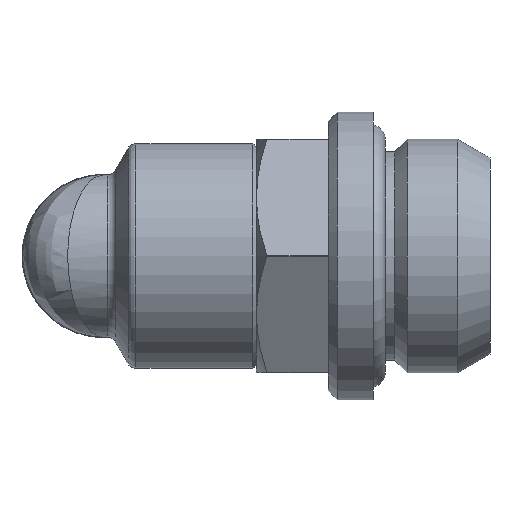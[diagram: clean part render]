
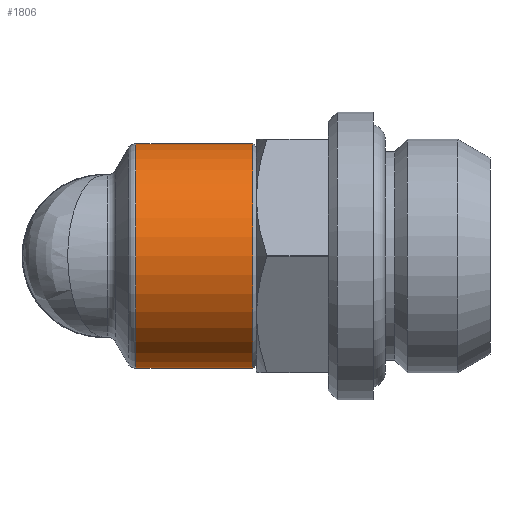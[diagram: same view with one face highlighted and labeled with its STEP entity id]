
A CAD part, left-side view. The second image highlights one B-rep face of the part: STEP entity #1806.
In plain terms, the highlighted cylindrical face has radius 6.25 mm (diameter 12.5 mm), a partial arc.
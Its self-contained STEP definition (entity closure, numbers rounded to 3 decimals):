
#2 = CARTESIAN_POINT ( 'NONE',  ( 0., -1.789, 6.25 ) ) ;
#74 = DIRECTION ( 'NONE',  ( 0., 1., 0. ) ) ;
#85 = CARTESIAN_POINT ( 'NONE',  ( 0., 5.805, -6.25 ) ) ;
#87 = VECTOR ( 'NONE', #74, 1000. ) ;
#133 = LINE ( 'NONE', #85, #87 ) ;
#190 = DIRECTION ( 'NONE',  ( 0., 1., 0. ) ) ;
#191 = CARTESIAN_POINT ( 'NONE',  ( 0., 5.805, 6.25 ) ) ;
#192 = LINE ( 'NONE', #191, #208 ) ;
#208 = VECTOR ( 'NONE', #190, 1000. ) ;
#491 = CARTESIAN_POINT ( 'NONE',  ( 0., -1.789, -6.25 ) ) ;
#492 = CARTESIAN_POINT ( 'NONE',  ( 0., -1.789, 0. ) ) ;
#511 = CIRCLE ( 'NONE', #515, 6.25 ) ;
#515 = AXIS2_PLACEMENT_3D ( 'NONE', #492, #538, #533 ) ;
#533 = DIRECTION ( 'NONE',  ( 0., 0., -1. ) ) ;
#538 = DIRECTION ( 'NONE',  ( 0., -1., 0. ) ) ;
#813 = CARTESIAN_POINT ( 'NONE',  ( 0., -8.3, 0. ) ) ;
#814 = AXIS2_PLACEMENT_3D ( 'NONE', #813, #837, #836 ) ;
#833 = FACE_OUTER_BOUND ( 'NONE', #1807, .T. ) ;
#836 = DIRECTION ( 'NONE',  ( 0., 0., 1. ) ) ;
#837 = DIRECTION ( 'NONE',  ( 0., 1., 0. ) ) ;
#840 = AXIS2_PLACEMENT_3D ( 'NONE', #844, #843, #842 ) ;
#841 = CYLINDRICAL_SURFACE ( 'NONE', #840, 6.25 ) ;
#842 = DIRECTION ( 'NONE',  ( 0., 0., 1. ) ) ;
#843 = DIRECTION ( 'NONE',  ( 0., 1., 0. ) ) ;
#844 = CARTESIAN_POINT ( 'NONE',  ( 0., 5.805, 0. ) ) ;
#845 = CIRCLE ( 'NONE', #814, 6.25 ) ;
#1205 = VERTEX_POINT ( 'NONE', #2474 ) ;
#1267 = VERTEX_POINT ( 'NONE', #2 ) ;
#1280 = CARTESIAN_POINT ( 'NONE',  ( 0., -8.3, 6.25 ) ) ;
#1336 = VERTEX_POINT ( 'NONE', #1280 ) ;
#1396 = EDGE_CURVE ( 'NONE', #1205, #1595, #133, .T. ) ;
#1464 = EDGE_CURVE ( 'NONE', #1336, #1267, #192, .T. ) ;
#1595 = VERTEX_POINT ( 'NONE', #491 ) ;
#1597 = EDGE_CURVE ( 'NONE', #1267, #1595, #511, .T. ) ;
#1806 = ADVANCED_FACE ( 'NONE', ( #833 ), #841, .T. ) ;
#1807 = EDGE_LOOP ( 'NONE', ( #1808, #1809, #1811, #1812 ) ) ;
#1808 = ORIENTED_EDGE ( 'NONE', *, *, #1396, .F. ) ;
#1809 = ORIENTED_EDGE ( 'NONE', *, *, #1810, .T. ) ;
#1810 = EDGE_CURVE ( 'NONE', #1205, #1336, #845, .T. ) ;
#1811 = ORIENTED_EDGE ( 'NONE', *, *, #1464, .T. ) ;
#1812 = ORIENTED_EDGE ( 'NONE', *, *, #1597, .T. ) ;
#2474 = CARTESIAN_POINT ( 'NONE',  ( 0., -8.3, -6.25 ) ) ;
